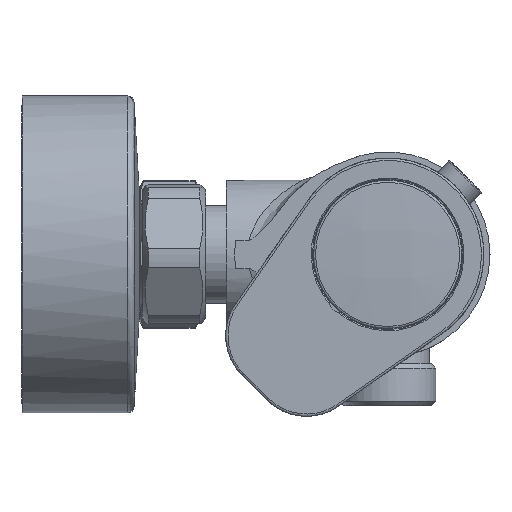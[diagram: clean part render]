
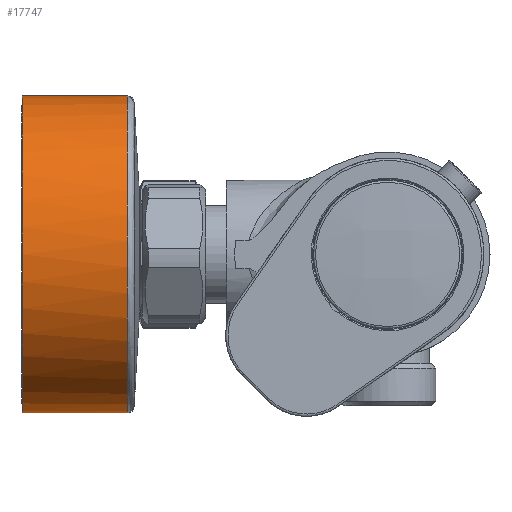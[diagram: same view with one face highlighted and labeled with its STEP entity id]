
A CAD part, left-side view. The second image highlights one B-rep face of the part: STEP entity #17747.
In plain terms, the highlighted cylindrical face has radius 33.75 mm (diameter 67.5 mm), a full revolution.
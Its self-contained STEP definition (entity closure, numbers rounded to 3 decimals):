
#188 = ORIENTED_EDGE ( 'NONE', *, *, #15992, .T. ) ;
#353 = CYLINDRICAL_SURFACE ( 'NONE', #1488, 33.75 ) ;
#1488 = AXIS2_PLACEMENT_3D ( 'NONE', #15234, #5274, #3833 ) ;
#2405 = VERTEX_POINT ( 'NONE', #4871 ) ;
#2824 = CIRCLE ( 'NONE', #19204, 33.75 ) ;
#3833 = DIRECTION ( 'NONE',  ( 0., 0., -1. ) ) ;
#4347 = DIRECTION ( 'NONE',  ( 0., 0., -1. ) ) ;
#4871 = CARTESIAN_POINT ( 'NONE',  ( 15.5, 77.8, -33.75 ) ) ;
#5274 = DIRECTION ( 'NONE',  ( 0., -1., 0. ) ) ;
#7143 = CARTESIAN_POINT ( 'NONE',  ( 15.5, 55.419, 0. ) ) ;
#7352 = ORIENTED_EDGE ( 'NONE', *, *, #8227, .T. ) ;
#8227 = EDGE_CURVE ( 'NONE', #2405, #2405, #19584, .T. ) ;
#9298 = DIRECTION ( 'NONE',  ( 0., -1., 0. ) ) ;
#10599 = AXIS2_PLACEMENT_3D ( 'NONE', #15749, #9298, #4347 ) ;
#10806 = FACE_OUTER_BOUND ( 'NONE', #13031, .T. ) ;
#11777 = CARTESIAN_POINT ( 'NONE',  ( 15.5, 55.419, -33.75 ) ) ;
#11781 = VERTEX_POINT ( 'NONE', #11777 ) ;
#11820 = FACE_OUTER_BOUND ( 'NONE', #19375, .T. ) ;
#11975 = DIRECTION ( 'NONE',  ( 0., 1., 0. ) ) ;
#12346 = DIRECTION ( 'NONE',  ( 0., 0., -1. ) ) ;
#13031 = EDGE_LOOP ( 'NONE', ( #7352 ) ) ;
#15234 = CARTESIAN_POINT ( 'NONE',  ( 15.5, 50.32, 0. ) ) ;
#15749 = CARTESIAN_POINT ( 'NONE',  ( 15.5, 77.8, 0. ) ) ;
#15992 = EDGE_CURVE ( 'NONE', #11781, #11781, #2824, .T. ) ;
#17747 = ADVANCED_FACE ( 'NONE', ( #11820, #10806 ), #353, .T. ) ;
#19204 = AXIS2_PLACEMENT_3D ( 'NONE', #7143, #11975, #12346 ) ;
#19375 = EDGE_LOOP ( 'NONE', ( #188 ) ) ;
#19584 = CIRCLE ( 'NONE', #10599, 33.75 ) ;
